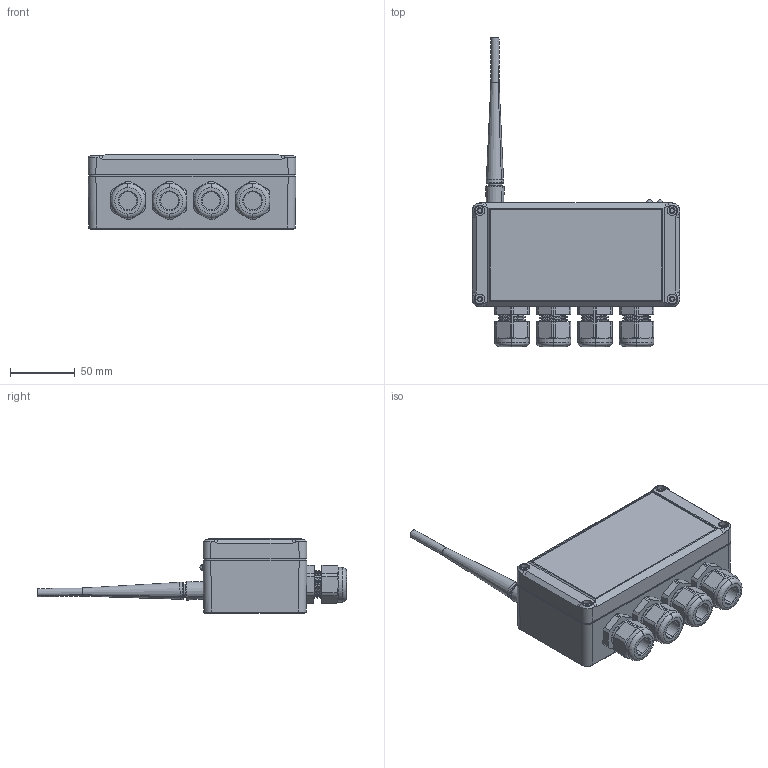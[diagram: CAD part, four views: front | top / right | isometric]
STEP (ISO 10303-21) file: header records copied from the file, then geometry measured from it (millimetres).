
FILE_DESCRIPTION (( 'STEP AP214' ), '1' );
FILE_NAME ('f.STEP', '2016-08-19T08:26:15', ( 'pvillanueva' ), ( 'Hewlett-Packard Company' ), 'SwSTEP 2.0', 'SolidWorks 2016', '' );
FILE_SCHEMA (( 'AUTOMOTIVE_DESIGN' ));
Length unit declared in the file: millimetre
Products named in the file (7): f; ant_1; LED; heyco-m3200-m3201; SHR Z KAL40X25X10 WN 1412 MG_3DSYM_1; 220&229&231 OT-F_1002984_3DSYM_1; 220 UT_1002702_3DSYM_1
Assembly tree (9 placements, depth 2):
  f
    220 UT_1002702_3DSYM_1
    220&229&231 OT-F_1002984_3DSYM_1
    heyco-m3200-m3201  x4
    LED  x2
    ant_1
  SHR Z KAL40X25X10 WN 1412 MG_3DSYM_1
Bounding box: 160 x 238.19 x 58.5 mm (x, y, z)
Volume: 240753.3 mm3; surface area: 149777.1 mm2
Topology: 9 solids, 9 shells, 965 faces, 2460 edges, 1586 vertices
Faces by surface type: cone 296, cylinder 273, plane 251, bspline 121, torus 24
Entity records: 46431 total; most frequent: CARTESIAN_POINT 22737, ORIENTED_EDGE 3472, DIRECTION 2868, EDGE_CURVE 1736, VERTEX_POINT 1105, AXIS2_PLACEMENT_3D 1103, EDGE_LOOP 801, UNCERTAINTY_MEASURE_WITH_UNIT 727
